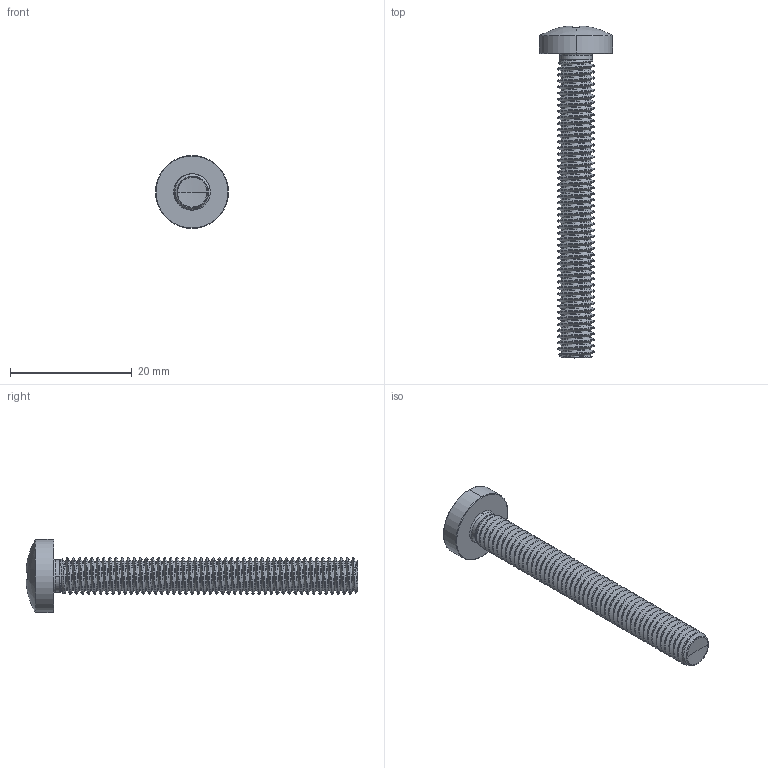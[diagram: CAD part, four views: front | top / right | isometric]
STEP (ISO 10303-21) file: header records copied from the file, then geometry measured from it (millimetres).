
FILE_DESCRIPTION (( 'STEP AP203' ), '1' );
FILE_NAME ('STM320600500.STEP', '2020-12-24T17:39:05', ( '' ), ( '' ), 'SwSTEP 2.0', 'SolidWorks 2015', '' );
FILE_SCHEMA (( 'CONFIG_CONTROL_DESIGN' ));
Products named in the file (2): STM320600500
Bounding box: 12 x 54.54 x 12 mm (x, y, z)
Volume: 1539.1 mm3; surface area: 1789.8 mm2
Topology: 1 solids, 1 shells, 260 faces, 652 edges, 393 vertices
Faces by surface type: cylinder 120, bspline 46, torus 33, sphere 28, plane 22, cone 11
Entity records: 51553 total; most frequent: CARTESIAN_POINT 46101, ORIENTED_EDGE 1292, DIRECTION 967, EDGE_CURVE 646, AXIS2_PLACEMENT_3D 410, VERTEX_POINT 391, EDGE_LOOP 259, FACE_OUTER_BOUND 258
